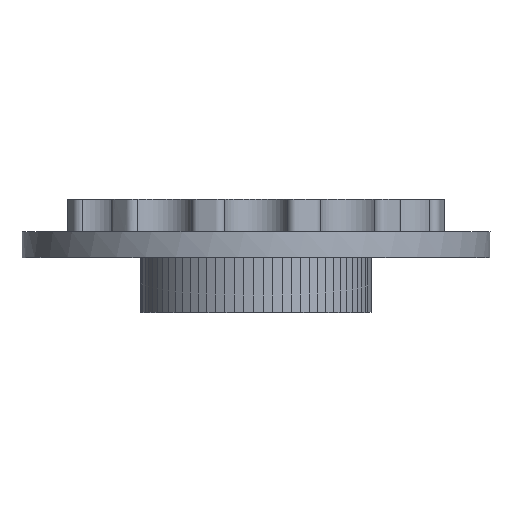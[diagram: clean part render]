
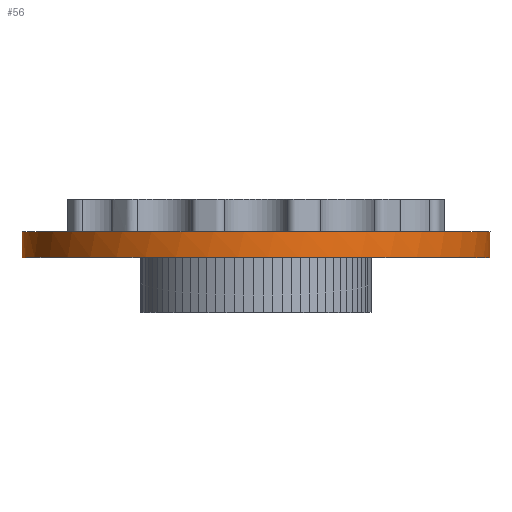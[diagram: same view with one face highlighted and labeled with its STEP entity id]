
A CAD part, top view. The second image highlights one B-rep face of the part: STEP entity #56.
In plain terms, the highlighted cylindrical face has radius 28.964 mm (diameter 57.928 mm), a partial arc.
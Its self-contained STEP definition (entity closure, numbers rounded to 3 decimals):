
#56=ADVANCED_FACE('',(#667),#10190,.T.);
#667=FACE_OUTER_BOUND('',#1278,.T.);
#1278=EDGE_LOOP('',(#1933,#1934,#1935,#1936));
#1933=ORIENTED_EDGE('',*,*,#5253,.T.);
#1934=ORIENTED_EDGE('',*,*,#5254,.T.);
#1935=ORIENTED_EDGE('',*,*,#5255,.T.);
#1936=ORIENTED_EDGE('',*,*,#5256,.T.);
#5253=EDGE_CURVE('',#8573,#8574,#8429,.T.);
#5254=EDGE_CURVE('',#8574,#8575,#8430,.T.);
#5255=EDGE_CURVE('',#8575,#8576,#8431,.T.);
#5256=EDGE_CURVE('',#8576,#8573,#8432,.T.);
#8429=(
BOUNDED_CURVE()
B_SPLINE_CURVE(1,(#13373,#13374),.UNSPECIFIED.,.F.,.F.)
B_SPLINE_CURVE_WITH_KNOTS((2,2),(0.,3.175),.UNSPECIFIED.)
CURVE()
GEOMETRIC_REPRESENTATION_ITEM()
RATIONAL_B_SPLINE_CURVE((1.,1.))
REPRESENTATION_ITEM('')
);
#8430=(
BOUNDED_CURVE()
B_SPLINE_CURVE(2,(#13375,#13376,#13377,#13378,#13379),.UNSPECIFIED.,.F.,
 .F.)
B_SPLINE_CURVE_WITH_KNOTS((3,2,3),(0.,57.928,115.857),
 .UNSPECIFIED.)
CURVE()
GEOMETRIC_REPRESENTATION_ITEM()
RATIONAL_B_SPLINE_CURVE((1.,0.707,1.,0.707,1.))
REPRESENTATION_ITEM('')
);
#8431=(
BOUNDED_CURVE()
B_SPLINE_CURVE(1,(#13380,#13381),.UNSPECIFIED.,.F.,.F.)
B_SPLINE_CURVE_WITH_KNOTS((2,2),(0.,3.175),.UNSPECIFIED.)
CURVE()
GEOMETRIC_REPRESENTATION_ITEM()
RATIONAL_B_SPLINE_CURVE((1.,1.))
REPRESENTATION_ITEM('')
);
#8432=(
BOUNDED_CURVE()
B_SPLINE_CURVE(2,(#13382,#13383,#13384,#13385,#13386),.UNSPECIFIED.,.F.,
 .F.)
B_SPLINE_CURVE_WITH_KNOTS((3,2,3),(0.,57.928,115.857),
 .UNSPECIFIED.)
CURVE()
GEOMETRIC_REPRESENTATION_ITEM()
RATIONAL_B_SPLINE_CURVE((1.,0.707,1.,0.707,1.))
REPRESENTATION_ITEM('')
);
#8573=VERTEX_POINT('',#12301);
#8574=VERTEX_POINT('',#12302);
#8575=VERTEX_POINT('',#12303);
#8576=VERTEX_POINT('',#12304);
#10190=CYLINDRICAL_SURFACE('',#10326,28.964);
#10326=AXIS2_PLACEMENT_3D('',#11544,#10928,$);
#10928=DIRECTION('',(0.,1.,0.));
#11544=CARTESIAN_POINT('',(0.015,10.49,28.964));
#12301=CARTESIAN_POINT('',(28.979,8.902,28.964));
#12302=CARTESIAN_POINT('',(28.979,12.077,28.964));
#12303=CARTESIAN_POINT('',(-28.949,12.077,28.964));
#12304=CARTESIAN_POINT('',(-28.949,8.902,28.964));
#13373=CARTESIAN_POINT('',(28.979,8.902,28.964));
#13374=CARTESIAN_POINT('',(28.979,12.077,28.964));
#13375=CARTESIAN_POINT('',(28.979,12.077,28.964));
#13376=CARTESIAN_POINT('',(28.979,12.077,57.928));
#13377=CARTESIAN_POINT('',(0.015,12.077,57.928));
#13378=CARTESIAN_POINT('',(-28.949,12.077,57.928));
#13379=CARTESIAN_POINT('',(-28.949,12.077,28.964));
#13380=CARTESIAN_POINT('',(-28.949,12.077,28.964));
#13381=CARTESIAN_POINT('',(-28.949,8.902,28.964));
#13382=CARTESIAN_POINT('',(-28.949,8.902,28.964));
#13383=CARTESIAN_POINT('',(-28.949,8.902,57.928));
#13384=CARTESIAN_POINT('',(0.015,8.902,57.928));
#13385=CARTESIAN_POINT('',(28.979,8.902,57.928));
#13386=CARTESIAN_POINT('',(28.979,8.902,28.964));
